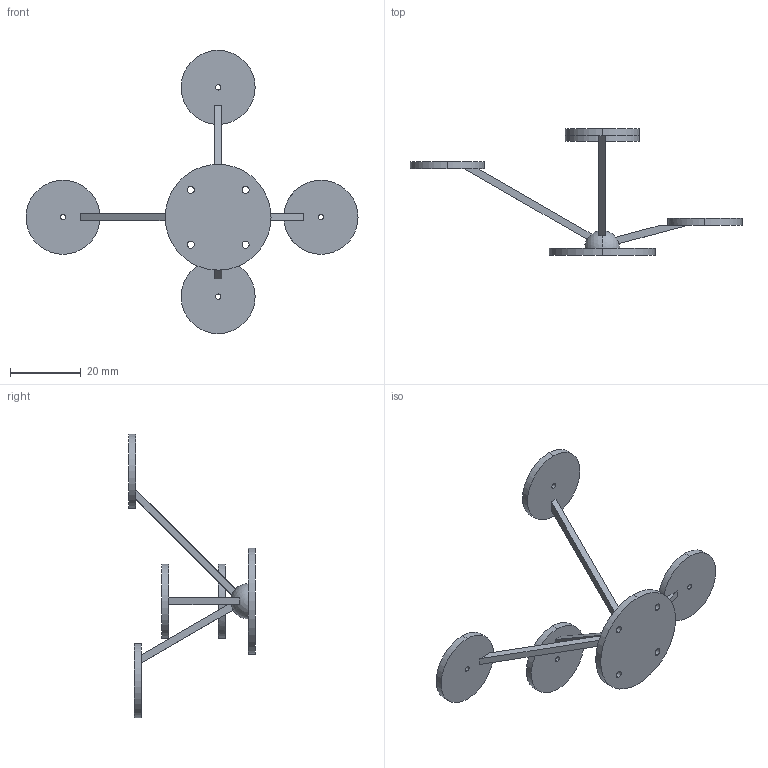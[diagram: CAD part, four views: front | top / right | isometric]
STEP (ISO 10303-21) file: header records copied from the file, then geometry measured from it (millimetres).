
FILE_DESCRIPTION (( 'STEP AP203' ), '1' );
FILE_NAME ('MarkerÔØ¼þ6.STEP', '2023-10-31T06:17:36', ( '' ), ( '' ), 'SwSTEP 2.0', 'SolidWorks 2021', '' );
FILE_SCHEMA (( 'CONFIG_CONTROL_DESIGN' ));
Length unit declared in the file: millimetre
Products named in the file (1): Marker婥璃6
Bounding box: 94.12 x 35.82 x 80.32 mm (x, y, z)
Volume: 4901.7 mm3; surface area: 5978.2 mm2
Topology: 1 solids, 1 shells, 55 faces, 144 edges, 95 vertices
Faces by surface type: plane 27, cylinder 26, sphere 2
Entity records: 1815 total; most frequent: DIRECTION 332, CARTESIAN_POINT 289, ORIENTED_EDGE 280, EDGE_CURVE 140, AXIS2_PLACEMENT_3D 136, VERTEX_POINT 93, CIRCLE 80, EDGE_LOOP 77
